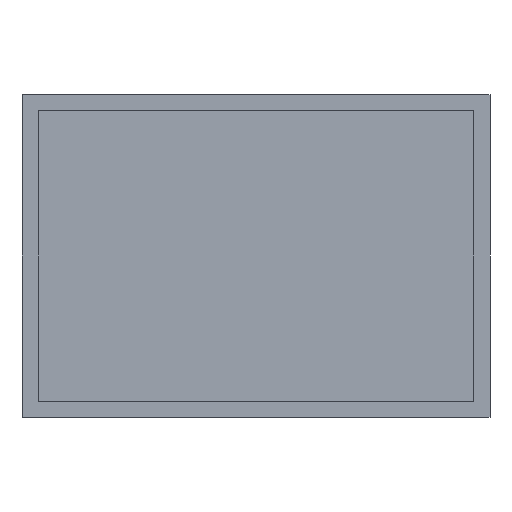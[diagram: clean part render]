
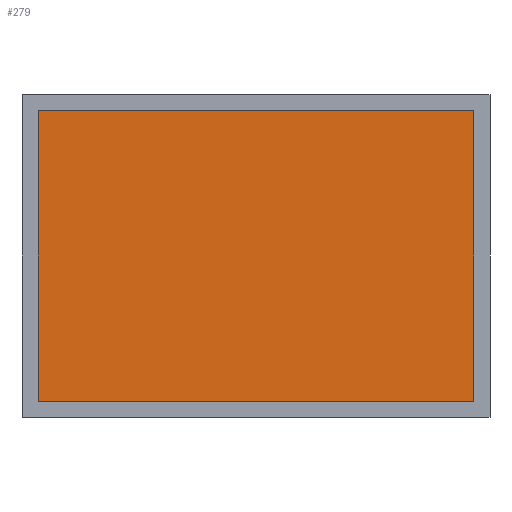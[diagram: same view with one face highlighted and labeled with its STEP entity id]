
A CAD part, front view. The second image highlights one B-rep face of the part: STEP entity #279.
In plain terms, the highlighted planar face has unit normal (0, -1, 0).
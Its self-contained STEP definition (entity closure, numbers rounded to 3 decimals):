
#11 = LINE ( 'NONE', #193, #148 ) ;
#13 = LINE ( 'NONE', #317, #57 ) ;
#18 = CARTESIAN_POINT ( 'NONE',  ( -85.725, 12.7, -57.15 ) ) ;
#36 = CARTESIAN_POINT ( 'NONE',  ( 85.725, 12.7, 57.15 ) ) ;
#57 = VECTOR ( 'NONE', #196, 1000. ) ;
#70 = CARTESIAN_POINT ( 'NONE',  ( 0., 12.7, 0. ) ) ;
#76 = ORIENTED_EDGE ( 'NONE', *, *, #274, .F. ) ;
#77 = DIRECTION ( 'NONE',  ( 1., 0., 0. ) ) ;
#91 = VECTOR ( 'NONE', #308, 1000. ) ;
#96 = EDGE_CURVE ( 'NONE', #281, #221, #163, .T. ) ;
#99 = CARTESIAN_POINT ( 'NONE',  ( -85.725, 12.7, 57.15 ) ) ;
#101 = AXIS2_PLACEMENT_3D ( 'NONE', #70, #264, #285 ) ;
#103 = ORIENTED_EDGE ( 'NONE', *, *, #217, .F. ) ;
#108 = ORIENTED_EDGE ( 'NONE', *, *, #96, .F. ) ;
#145 = FACE_OUTER_BOUND ( 'NONE', #179, .T. ) ;
#148 = VECTOR ( 'NONE', #294, 1000. ) ;
#163 = LINE ( 'NONE', #36, #91 ) ;
#179 = EDGE_LOOP ( 'NONE', ( #295, #103, #76, #108 ) ) ;
#193 = CARTESIAN_POINT ( 'NONE',  ( -85.725, 12.7, -57.15 ) ) ;
#196 = DIRECTION ( 'NONE',  ( 0., 0., 1. ) ) ;
#209 = EDGE_CURVE ( 'NONE', #252, #281, #318, .T. ) ;
#210 = VECTOR ( 'NONE', #77, 1000. ) ;
#215 = VERTEX_POINT ( 'NONE', #18 ) ;
#217 = EDGE_CURVE ( 'NONE', #215, #252, #13, .T. ) ;
#221 = VERTEX_POINT ( 'NONE', #276 ) ;
#238 = CARTESIAN_POINT ( 'NONE',  ( -85.725, 12.7, 57.15 ) ) ;
#242 = PLANE ( 'NONE',  #101 ) ;
#252 = VERTEX_POINT ( 'NONE', #238 ) ;
#256 = CARTESIAN_POINT ( 'NONE',  ( 85.725, 12.7, 57.15 ) ) ;
#264 = DIRECTION ( 'NONE',  ( 0., -1., 0. ) ) ;
#274 = EDGE_CURVE ( 'NONE', #221, #215, #11, .T. ) ;
#276 = CARTESIAN_POINT ( 'NONE',  ( 85.725, 12.7, -57.15 ) ) ;
#279 = ADVANCED_FACE ( 'NONE', ( #145 ), #242, .T. ) ;
#281 = VERTEX_POINT ( 'NONE', #256 ) ;
#285 = DIRECTION ( 'NONE',  ( 0., 0., -1. ) ) ;
#294 = DIRECTION ( 'NONE',  ( -1., 0., 0. ) ) ;
#295 = ORIENTED_EDGE ( 'NONE', *, *, #209, .F. ) ;
#308 = DIRECTION ( 'NONE',  ( 0., 0., -1. ) ) ;
#317 = CARTESIAN_POINT ( 'NONE',  ( -85.725, 12.7, 57.15 ) ) ;
#318 = LINE ( 'NONE', #99, #210 ) ;
